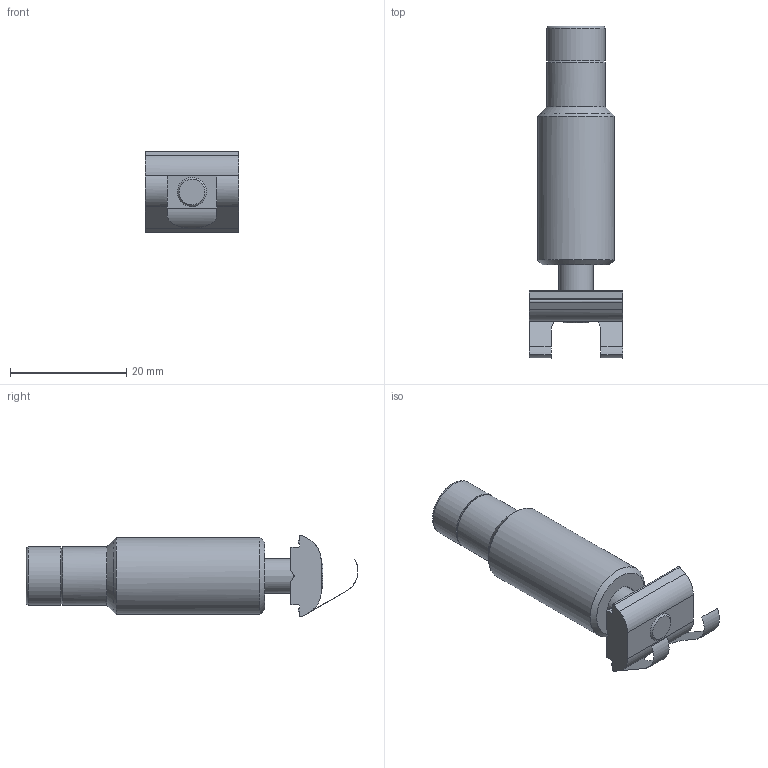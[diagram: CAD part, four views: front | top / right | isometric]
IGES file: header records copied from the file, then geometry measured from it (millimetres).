
Global section: file name: 342645.stp; native system: Autodesk Inventor 2021; preprocessor: unknown; author: Mrówczyńska,,; organization: 11; date: 20220803.091321; units: millimetre
Bounding box: 16 x 57.04 x 14 mm (x, y, z)
Volume: 5515 mm3; surface area: 4045.5 mm2
Topology: 1 solids, 1 shells, 83 faces, 230 edges, 156 vertices
Faces by surface type: bspline 81, revolution 2
